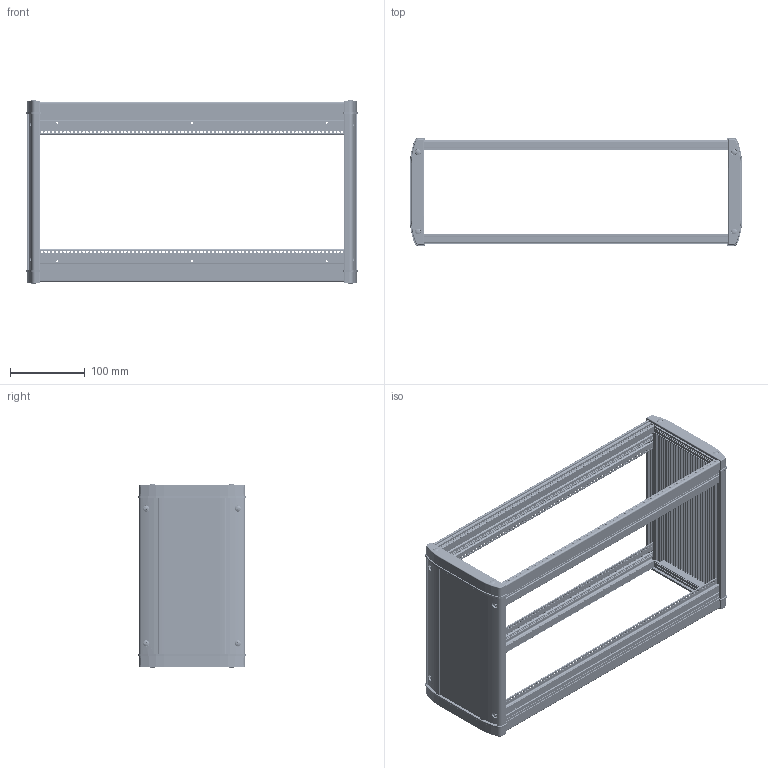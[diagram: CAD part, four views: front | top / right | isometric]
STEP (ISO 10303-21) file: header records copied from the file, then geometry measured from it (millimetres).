
FILE_DESCRIPTION(/* description */ (''),/* implementation_level */ '2;1');
FILE_NAME(/* name */ '95154425_IT 154425.stp',/* time_stamp */ '2020-10-29T08:11:13+01:00',/* author */ ('eschoebel'),/* organization */ (''),/* preprocessor_version */ 'ST-DEVELOPER v17.2',/* originating_system */ 'Autodesk Inventor 2019',/* authorisation */ '');
FILE_SCHEMA (('AUTOMOTIVE_DESIGN { 1 0 10303 214 3 1 1 }'));
Products named in the file (8): 95154425_IT 154425; 1009941_3D; 1009933_montiert_3D; 1011180_3D; 1009932_3D_Eckteil_3HE; SHR Z M4X12-SO MG_3DSYM PART1; SHR Z KT 30x18 WN 5152; 1009250_3D PART1
Assembly tree (38 placements, depth 2):
  95154425_IT 154425
    1009941_3D  x2
    1009933_montiert_3D  x4
    1009932_3D_Eckteil_3HE  x4
    1011180_3D  x4
    SHR Z M4X12-SO MG_3DSYM PART1  x8
    SHR Z KT 30x18 WN 5152  x8
    1009250_3D PART1  x8
Bounding box: 443.4 x 144.3 x 245.6 mm (x, y, z)
Volume: 718842.2 mm3; surface area: 660651.6 mm2
Topology: 38 solids, 38 shells, 4988 faces, 15092 edges, 10036 vertices
Faces by surface type: cylinder 1980, plane 1664, bspline 536, cone 400, torus 256, sphere 152
Full cylindrical faces by diameter (mm): 2.3 x248, 2.459 x12, 2.68 x8, 2.93 x8, 3 x232, 3.141 x8, 3.2 x320, 3.3 x8, 4 x120, 4.1 x8, 6 x8, 6.65 x8, 8 x8, 8.5 x8
Entity records: 89743 total; most frequent: CARTESIAN_POINT 58818, ORIENTED_EDGE 6676, DIRECTION 5801, EDGE_CURVE 3338, VERTEX_POINT 2202, AXIS2_PLACEMENT_3D 2023, LINE 1755, VECTOR 1755
